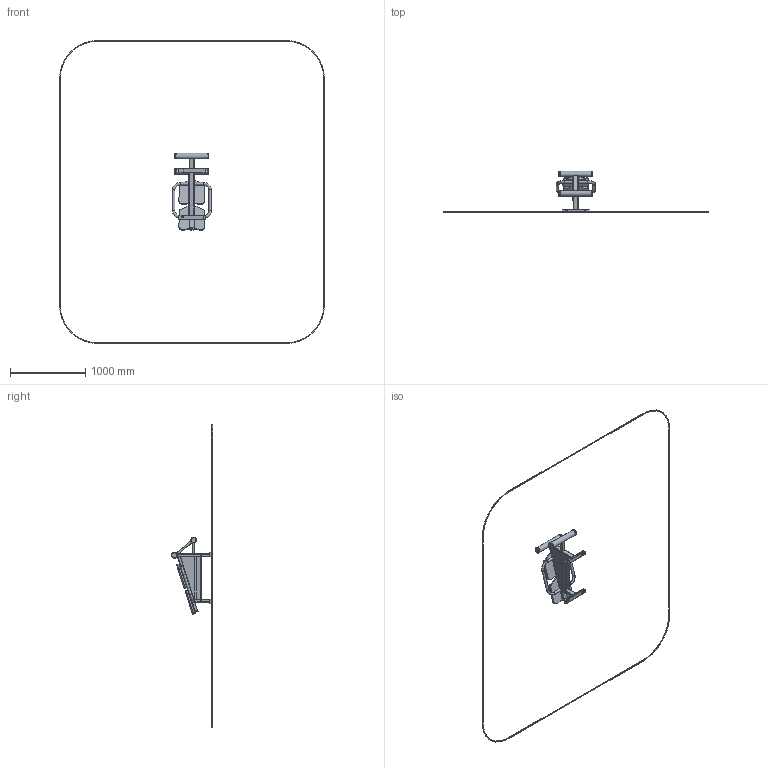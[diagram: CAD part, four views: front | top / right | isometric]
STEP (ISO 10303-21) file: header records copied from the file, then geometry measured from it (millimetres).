
FILE_DESCRIPTION(('STEP AP214'), '1');
FILE_NAME('óëè÷íûé òðåíàæåð', '', ('UNSPECIFIED'), ('UNSPECIFIED'), 'C3D Converter', 'C3D Toolkit', '');
FILE_SCHEMA(('AUTOMOTIVE_DESIGN { 1 0 10303 214 3 1 1}'));
Length unit declared in the file: millimetre
Products named in the file (32): УТ-05.1.14.00.00.00; УТ-05.1.14.01.00.00; УТ-05.1.14.01.01.00; УТ-05.1.14.01.01.07; УТ-05.1.14.01.01.04; УТ-05.1.14.01.01.09; УТ-05.1.14.01.01.08; УТ-05.1.14.01.01.03; УТ-05.1.14.01.01.02; УТ-05.1.14.01.01.05; УТ-05.1.14.01.01.01; УТ-03Н-00.02.03; ILT76; 40-60ПЧК; УТ-05.1.14.01.00.01; УТ-05.1.14.01.00.01-01; ФК-03.03
Assembly tree (48 placements, depth 4):
  УТ-05.1.14.00.00.00
    УТ-05.1.14.01.00.00
      УТ-05.1.14.01.01.00
        УТ-05.1.14.01.01.07
        УТ-05.1.14.01.01.04
        УТ-05.1.14.01.01.09
        УТ-05.1.14.01.01.08
        УТ-05.1.14.01.01.03
        УТ-05.1.14.01.01.02
        УТ-05.1.14.01.01.05
        УТ-05.1.14.01.01.01  x2
        УТ-03Н-00.02.03
        УТ-03Н-00.02.03
        УТ-05.1.14.01.01.02
      ILT76  x4
      40-60ПЧК
      УТ-05.1.14.01.00.01
      УТ-05.1.14.01.00.01-01
      (unnamed)  x2
      (unnamed)  x3
      (unnamed)
    (unnamed)
      (unnamed)
        ФК-03.03  x3
        ФК-03.03
        (unnamed)  x2
        (unnamed)  x2
      (unnamed)  x4
        (unnamed)
        (unnamed)
        (unnamed)
    (unnamed)  x4
Bounding box: 3517.2 x 549 x 4023.96 mm (x, y, z)
Volume: 13882885.8 mm3; surface area: 3578820.6 mm2
Topology: 31 solids, 31 shells, 581 faces, 1393 edges, 892 vertices
Faces by surface type: plane 315, cylinder 212, torus 54
Full cylindrical faces by diameter (mm): 28.4 x6, 32 x4, 34 x6, 36 x4, 42 x4, 66 x4, 70 x6, 76 x6
Entity records: 17069 total; most frequent: CARTESIAN_POINT 2449, DIRECTION 2338, ORIENTED_EDGE 2116, EDGE_CURVE 1058, AXIS2_PLACEMENT_3D 835, VERTEX_POINT 697, LINE 668, VECTOR 668
